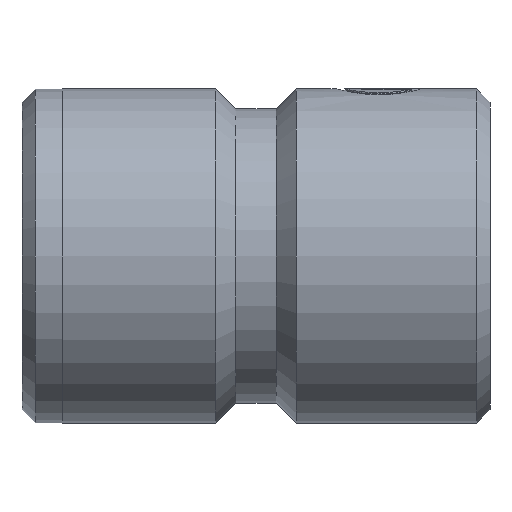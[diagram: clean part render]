
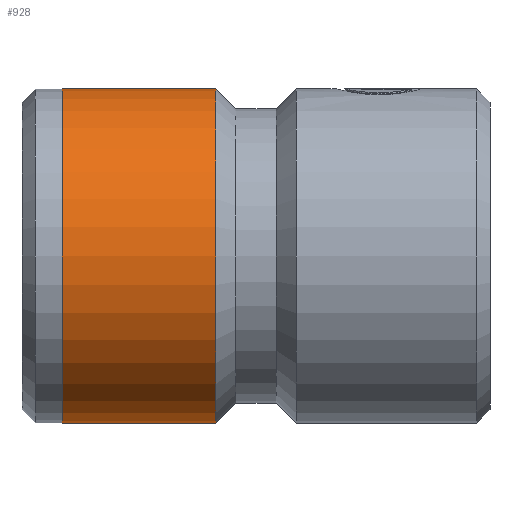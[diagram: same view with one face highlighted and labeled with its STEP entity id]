
A CAD part, left-side view. The second image highlights one B-rep face of the part: STEP entity #928.
In plain terms, the highlighted cylindrical face has radius 12.5 mm (diameter 25 mm), a partial arc.
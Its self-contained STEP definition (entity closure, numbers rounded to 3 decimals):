
#70 = DIRECTION ( 'NONE',  ( 0., -1., 0. ) ) ;
#75 = CARTESIAN_POINT ( 'NONE',  ( 0., 0., 12.5 ) ) ;
#136 = AXIS2_PLACEMENT_3D ( 'NONE', #328, #1184, #447 ) ;
#150 = EDGE_CURVE ( 'NONE', #450, #1013, #155, .T. ) ;
#155 = LINE ( 'NONE', #75, #1380 ) ;
#300 = AXIS2_PLACEMENT_3D ( 'NONE', #1528, #70, #672 ) ;
#328 = CARTESIAN_POINT ( 'NONE',  ( 0., 32., 0. ) ) ;
#411 = LINE ( 'NONE', #663, #1018 ) ;
#447 = DIRECTION ( 'NONE',  ( 0., 0., -1. ) ) ;
#450 = VERTEX_POINT ( 'NONE', #1116 ) ;
#457 = CIRCLE ( 'NONE', #585, 12.5 ) ;
#585 = AXIS2_PLACEMENT_3D ( 'NONE', #1383, #646, #1503 ) ;
#646 = DIRECTION ( 'NONE',  ( 0., -1., 0. ) ) ;
#663 = CARTESIAN_POINT ( 'NONE',  ( 0., 0., -12.5 ) ) ;
#672 = DIRECTION ( 'NONE',  ( 0., 0., -1. ) ) ;
#683 = CARTESIAN_POINT ( 'NONE',  ( 0., 32., -12.5 ) ) ;
#695 = EDGE_CURVE ( 'NONE', #1013, #1214, #457, .T. ) ;
#727 = EDGE_CURVE ( 'NONE', #839, #1214, #411, .T. ) ;
#754 = ORIENTED_EDGE ( 'NONE', *, *, #727, .T. ) ;
#791 = ORIENTED_EDGE ( 'NONE', *, *, #695, .F. ) ;
#796 = DIRECTION ( 'NONE',  ( 0., -1., 0. ) ) ;
#839 = VERTEX_POINT ( 'NONE', #683 ) ;
#843 = FACE_OUTER_BOUND ( 'NONE', #1447, .T. ) ;
#920 = DIRECTION ( 'NONE',  ( 0., -1., 0. ) ) ;
#928 = ADVANCED_FACE ( 'NONE', ( #843 ), #1115, .T. ) ;
#940 = CARTESIAN_POINT ( 'NONE',  ( 0., 20.5, 12.5 ) ) ;
#958 = EDGE_CURVE ( 'NONE', #450, #839, #1415, .T. ) ;
#963 = ORIENTED_EDGE ( 'NONE', *, *, #958, .T. ) ;
#1013 = VERTEX_POINT ( 'NONE', #940 ) ;
#1018 = VECTOR ( 'NONE', #796, 1000. ) ;
#1115 = CYLINDRICAL_SURFACE ( 'NONE', #300, 12.5 ) ;
#1116 = CARTESIAN_POINT ( 'NONE',  ( 0., 32., 12.5 ) ) ;
#1184 = DIRECTION ( 'NONE',  ( 0., -1., 0. ) ) ;
#1211 = ORIENTED_EDGE ( 'NONE', *, *, #150, .F. ) ;
#1214 = VERTEX_POINT ( 'NONE', #1352 ) ;
#1352 = CARTESIAN_POINT ( 'NONE',  ( 0., 20.5, -12.5 ) ) ;
#1380 = VECTOR ( 'NONE', #920, 1000. ) ;
#1383 = CARTESIAN_POINT ( 'NONE',  ( 0., 20.5, 0. ) ) ;
#1415 = CIRCLE ( 'NONE', #136, 12.5 ) ;
#1447 = EDGE_LOOP ( 'NONE', ( #1211, #963, #754, #791 ) ) ;
#1503 = DIRECTION ( 'NONE',  ( 0., 0., -1. ) ) ;
#1528 = CARTESIAN_POINT ( 'NONE',  ( 0., 0., 0. ) ) ;
